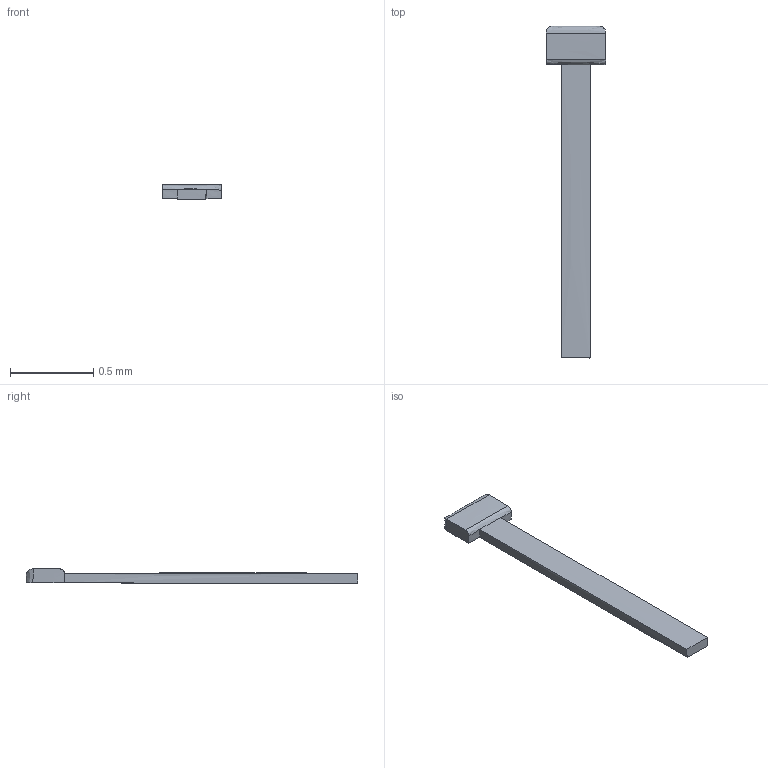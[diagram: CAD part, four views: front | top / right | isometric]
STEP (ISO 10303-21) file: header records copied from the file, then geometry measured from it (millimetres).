
FILE_DESCRIPTION(('Open CASCADE Model'),'2;1');
FILE_NAME('Open CASCADE Shape Model','2024-07-29T04:46:30',('Author'),( 'Open CASCADE'),'Open CASCADE STEP processor 7.5','Open CASCADE 7.5' ,'Unknown');
FILE_SCHEMA(('CONFIG_CONTROL_DESIGN'));
Length unit declared in the file: millimetre
Products named in the file (1): Open CASCADE STEP translator 7.5 6948
Bounding box: 0.36 x 2 x 0.09 mm (x, y, z)
Volume: 0 mm3; surface area: 1 mm2
Topology: 1 solids, 1 shells, 15 faces, 35 edges, 22 vertices
Faces by surface type: bspline 15
Entity records: 1190 total; most frequent: CARTESIAN_POINT 676, B_SPLINE_CURVE_WITH_KNOTS 105, ORIENTED_EDGE 70, PCURVE 70, DEFINITIONAL_REPRESENTATION 70, EDGE_CURVE 35, SURFACE_CURVE 35, VERTEX_POINT 22
